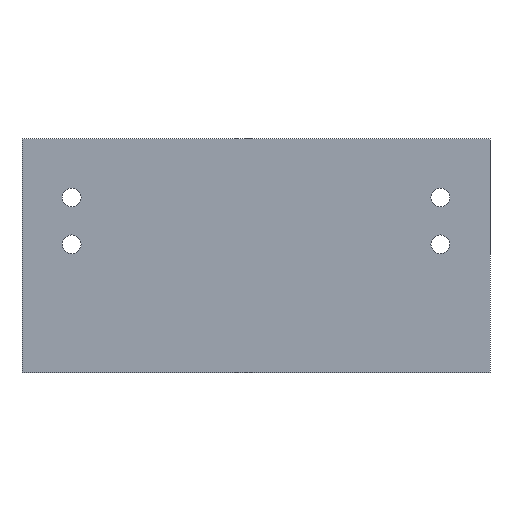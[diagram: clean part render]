
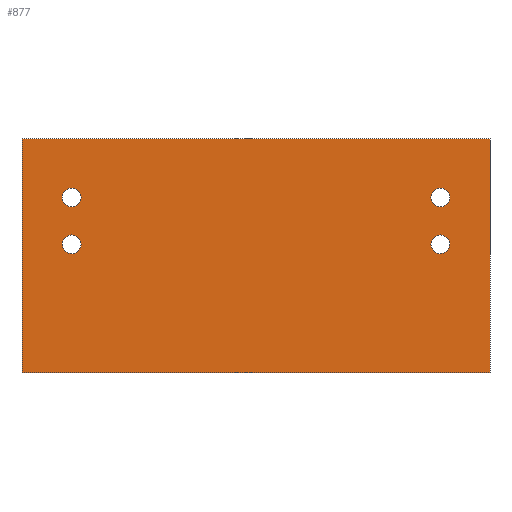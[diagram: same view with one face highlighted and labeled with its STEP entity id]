
A CAD part, front view. The second image highlights one B-rep face of the part: STEP entity #877.
In plain terms, the highlighted planar face has unit normal (0, -1, 0).
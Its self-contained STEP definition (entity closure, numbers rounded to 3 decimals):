
#32 = PLANE('',#33);
#33 = AXIS2_PLACEMENT_3D('',#34,#35,#36);
#34 = CARTESIAN_POINT('',(-40.,-25.,0.));
#35 = DIRECTION('',(1.,0.,0.));
#36 = DIRECTION('',(0.,0.,1.));
#141 = VERTEX_POINT('',#142);
#142 = CARTESIAN_POINT('',(-40.,-25.,20.));
#156 = PLANE('',#157);
#157 = AXIS2_PLACEMENT_3D('',#158,#159,#160);
#158 = CARTESIAN_POINT('',(-40.,-25.,20.));
#159 = DIRECTION('',(0.,0.,-1.));
#160 = DIRECTION('',(0.,1.,0.));
#168 = EDGE_CURVE('',#169,#141,#171,.T.);
#169 = VERTEX_POINT('',#170);
#170 = CARTESIAN_POINT('',(-40.,-25.,-20.));
#171 = SURFACE_CURVE('',#172,(#176,#183),.PCURVE_S1.);
#172 = LINE('',#173,#174);
#173 = CARTESIAN_POINT('',(-40.,-25.,-20.));
#174 = VECTOR('',#175,1.);
#175 = DIRECTION('',(0.,0.,1.));
#176 = PCURVE('',#32,#177);
#177 = DEFINITIONAL_REPRESENTATION('',(#178),#182);
#178 = LINE('',#179,#180);
#179 = CARTESIAN_POINT('',(-20.,0.));
#180 = VECTOR('',#181,1.);
#181 = DIRECTION('',(1.,0.));
#182 = ( GEOMETRIC_REPRESENTATION_CONTEXT(2) 
PARAMETRIC_REPRESENTATION_CONTEXT() REPRESENTATION_CONTEXT('2D SPACE',''
  ) );
#183 = PCURVE('',#184,#189);
#184 = PLANE('',#185);
#185 = AXIS2_PLACEMENT_3D('',#186,#187,#188);
#186 = CARTESIAN_POINT('',(-40.,-25.,0.));
#187 = DIRECTION('',(0.,1.,0.));
#188 = DIRECTION('',(0.,0.,1.));
#189 = DEFINITIONAL_REPRESENTATION('',(#190),#194);
#190 = LINE('',#191,#192);
#191 = CARTESIAN_POINT('',(-20.,0.));
#192 = VECTOR('',#193,1.);
#193 = DIRECTION('',(1.,0.));
#194 = ( GEOMETRIC_REPRESENTATION_CONTEXT(2) 
PARAMETRIC_REPRESENTATION_CONTEXT() REPRESENTATION_CONTEXT('2D SPACE',''
  ) );
#212 = PLANE('',#213);
#213 = AXIS2_PLACEMENT_3D('',#214,#215,#216);
#214 = CARTESIAN_POINT('',(-40.,-25.,-20.));
#215 = DIRECTION('',(0.,0.,-1.));
#216 = DIRECTION('',(0.,1.,0.));
#291 = PLANE('',#292);
#292 = AXIS2_PLACEMENT_3D('',#293,#294,#295);
#293 = CARTESIAN_POINT('',(40.,-25.,0.));
#294 = DIRECTION('',(1.,0.,0.));
#295 = DIRECTION('',(0.,0.,1.));
#564 = CYLINDRICAL_SURFACE('',#565,1.6);
#565 = AXIS2_PLACEMENT_3D('',#566,#567,#568);
#566 = CARTESIAN_POINT('',(-31.5,55.,2.));
#567 = DIRECTION('',(0.,1.,0.));
#568 = DIRECTION('',(1.,0.,0.));
#600 = EDGE_CURVE('',#169,#601,#603,.T.);
#601 = VERTEX_POINT('',#602);
#602 = CARTESIAN_POINT('',(40.,-25.,-20.));
#603 = SURFACE_CURVE('',#604,(#608,#615),.PCURVE_S1.);
#604 = LINE('',#605,#606);
#605 = CARTESIAN_POINT('',(-40.,-25.,-20.));
#606 = VECTOR('',#607,1.);
#607 = DIRECTION('',(1.,0.,0.));
#608 = PCURVE('',#212,#609);
#609 = DEFINITIONAL_REPRESENTATION('',(#610),#614);
#610 = LINE('',#611,#612);
#611 = CARTESIAN_POINT('',(0.,0.));
#612 = VECTOR('',#613,1.);
#613 = DIRECTION('',(0.,1.));
#614 = ( GEOMETRIC_REPRESENTATION_CONTEXT(2) 
PARAMETRIC_REPRESENTATION_CONTEXT() REPRESENTATION_CONTEXT('2D SPACE',''
  ) );
#615 = PCURVE('',#184,#616);
#616 = DEFINITIONAL_REPRESENTATION('',(#617),#621);
#617 = LINE('',#618,#619);
#618 = CARTESIAN_POINT('',(-20.,0.));
#619 = VECTOR('',#620,1.);
#620 = DIRECTION('',(0.,1.));
#621 = ( GEOMETRIC_REPRESENTATION_CONTEXT(2) 
PARAMETRIC_REPRESENTATION_CONTEXT() REPRESENTATION_CONTEXT('2D SPACE',''
  ) );
#743 = CYLINDRICAL_SURFACE('',#744,1.6);
#744 = AXIS2_PLACEMENT_3D('',#745,#746,#747);
#745 = CARTESIAN_POINT('',(31.5,55.,2.));
#746 = DIRECTION('',(0.,1.,0.));
#747 = DIRECTION('',(1.,0.,0.));
#831 = CYLINDRICAL_SURFACE('',#832,1.6);
#832 = AXIS2_PLACEMENT_3D('',#833,#834,#835);
#833 = CARTESIAN_POINT('',(-31.5,55.,10.));
#834 = DIRECTION('',(0.,1.,0.));
#835 = DIRECTION('',(1.,0.,0.));
#866 = CYLINDRICAL_SURFACE('',#867,1.6);
#867 = AXIS2_PLACEMENT_3D('',#868,#869,#870);
#868 = CARTESIAN_POINT('',(31.5,55.,10.));
#869 = DIRECTION('',(0.,1.,0.));
#870 = DIRECTION('',(1.,0.,0.));
#877 = ADVANCED_FACE('',(#878,#926,#952,#978,#1004),#184,.F.);
#878 = FACE_BOUND('',#879,.F.);
#879 = EDGE_LOOP('',(#880,#903,#904,#905));
#880 = ORIENTED_EDGE('',*,*,#881,.F.);
#881 = EDGE_CURVE('',#601,#882,#884,.T.);
#882 = VERTEX_POINT('',#883);
#883 = CARTESIAN_POINT('',(40.,-25.,20.));
#884 = SURFACE_CURVE('',#885,(#889,#896),.PCURVE_S1.);
#885 = LINE('',#886,#887);
#886 = CARTESIAN_POINT('',(40.,-25.,-20.));
#887 = VECTOR('',#888,1.);
#888 = DIRECTION('',(0.,0.,1.));
#889 = PCURVE('',#184,#890);
#890 = DEFINITIONAL_REPRESENTATION('',(#891),#895);
#891 = LINE('',#892,#893);
#892 = CARTESIAN_POINT('',(-20.,80.));
#893 = VECTOR('',#894,1.);
#894 = DIRECTION('',(1.,0.));
#895 = ( GEOMETRIC_REPRESENTATION_CONTEXT(2) 
PARAMETRIC_REPRESENTATION_CONTEXT() REPRESENTATION_CONTEXT('2D SPACE',''
  ) );
#896 = PCURVE('',#291,#897);
#897 = DEFINITIONAL_REPRESENTATION('',(#898),#902);
#898 = LINE('',#899,#900);
#899 = CARTESIAN_POINT('',(-20.,0.));
#900 = VECTOR('',#901,1.);
#901 = DIRECTION('',(1.,0.));
#902 = ( GEOMETRIC_REPRESENTATION_CONTEXT(2) 
PARAMETRIC_REPRESENTATION_CONTEXT() REPRESENTATION_CONTEXT('2D SPACE',''
  ) );
#903 = ORIENTED_EDGE('',*,*,#600,.F.);
#904 = ORIENTED_EDGE('',*,*,#168,.T.);
#905 = ORIENTED_EDGE('',*,*,#906,.T.);
#906 = EDGE_CURVE('',#141,#882,#907,.T.);
#907 = SURFACE_CURVE('',#908,(#912,#919),.PCURVE_S1.);
#908 = LINE('',#909,#910);
#909 = CARTESIAN_POINT('',(-40.,-25.,20.));
#910 = VECTOR('',#911,1.);
#911 = DIRECTION('',(1.,0.,0.));
#912 = PCURVE('',#184,#913);
#913 = DEFINITIONAL_REPRESENTATION('',(#914),#918);
#914 = LINE('',#915,#916);
#915 = CARTESIAN_POINT('',(20.,0.));
#916 = VECTOR('',#917,1.);
#917 = DIRECTION('',(0.,1.));
#918 = ( GEOMETRIC_REPRESENTATION_CONTEXT(2) 
PARAMETRIC_REPRESENTATION_CONTEXT() REPRESENTATION_CONTEXT('2D SPACE',''
  ) );
#919 = PCURVE('',#156,#920);
#920 = DEFINITIONAL_REPRESENTATION('',(#921),#925);
#921 = LINE('',#922,#923);
#922 = CARTESIAN_POINT('',(0.,0.));
#923 = VECTOR('',#924,1.);
#924 = DIRECTION('',(0.,1.));
#925 = ( GEOMETRIC_REPRESENTATION_CONTEXT(2) 
PARAMETRIC_REPRESENTATION_CONTEXT() REPRESENTATION_CONTEXT('2D SPACE',''
  ) );
#926 = FACE_BOUND('',#927,.F.);
#927 = EDGE_LOOP('',(#928));
#928 = ORIENTED_EDGE('',*,*,#929,.F.);
#929 = EDGE_CURVE('',#930,#930,#932,.T.);
#930 = VERTEX_POINT('',#931);
#931 = CARTESIAN_POINT('',(-29.9,-25.,2.));
#932 = SURFACE_CURVE('',#933,(#938,#945),.PCURVE_S1.);
#933 = CIRCLE('',#934,1.6);
#934 = AXIS2_PLACEMENT_3D('',#935,#936,#937);
#935 = CARTESIAN_POINT('',(-31.5,-25.,2.));
#936 = DIRECTION('',(-0.,1.,0.));
#937 = DIRECTION('',(1.,0.,0.));
#938 = PCURVE('',#184,#939);
#939 = DEFINITIONAL_REPRESENTATION('',(#940),#944);
#940 = CIRCLE('',#941,1.6);
#941 = AXIS2_PLACEMENT_2D('',#942,#943);
#942 = CARTESIAN_POINT('',(2.,8.5));
#943 = DIRECTION('',(0.,1.));
#944 = ( GEOMETRIC_REPRESENTATION_CONTEXT(2) 
PARAMETRIC_REPRESENTATION_CONTEXT() REPRESENTATION_CONTEXT('2D SPACE',''
  ) );
#945 = PCURVE('',#564,#946);
#946 = DEFINITIONAL_REPRESENTATION('',(#947),#951);
#947 = LINE('',#948,#949);
#948 = CARTESIAN_POINT('',(-6.283,-80.));
#949 = VECTOR('',#950,1.);
#950 = DIRECTION('',(1.,-0.));
#951 = ( GEOMETRIC_REPRESENTATION_CONTEXT(2) 
PARAMETRIC_REPRESENTATION_CONTEXT() REPRESENTATION_CONTEXT('2D SPACE',''
  ) );
#952 = FACE_BOUND('',#953,.F.);
#953 = EDGE_LOOP('',(#954));
#954 = ORIENTED_EDGE('',*,*,#955,.F.);
#955 = EDGE_CURVE('',#956,#956,#958,.T.);
#956 = VERTEX_POINT('',#957);
#957 = CARTESIAN_POINT('',(-29.9,-25.,10.));
#958 = SURFACE_CURVE('',#959,(#964,#971),.PCURVE_S1.);
#959 = CIRCLE('',#960,1.6);
#960 = AXIS2_PLACEMENT_3D('',#961,#962,#963);
#961 = CARTESIAN_POINT('',(-31.5,-25.,10.));
#962 = DIRECTION('',(-0.,1.,0.));
#963 = DIRECTION('',(1.,0.,0.));
#964 = PCURVE('',#184,#965);
#965 = DEFINITIONAL_REPRESENTATION('',(#966),#970);
#966 = CIRCLE('',#967,1.6);
#967 = AXIS2_PLACEMENT_2D('',#968,#969);
#968 = CARTESIAN_POINT('',(10.,8.5));
#969 = DIRECTION('',(0.,1.));
#970 = ( GEOMETRIC_REPRESENTATION_CONTEXT(2) 
PARAMETRIC_REPRESENTATION_CONTEXT() REPRESENTATION_CONTEXT('2D SPACE',''
  ) );
#971 = PCURVE('',#831,#972);
#972 = DEFINITIONAL_REPRESENTATION('',(#973),#977);
#973 = LINE('',#974,#975);
#974 = CARTESIAN_POINT('',(-6.283,-80.));
#975 = VECTOR('',#976,1.);
#976 = DIRECTION('',(1.,-0.));
#977 = ( GEOMETRIC_REPRESENTATION_CONTEXT(2) 
PARAMETRIC_REPRESENTATION_CONTEXT() REPRESENTATION_CONTEXT('2D SPACE',''
  ) );
#978 = FACE_BOUND('',#979,.F.);
#979 = EDGE_LOOP('',(#980));
#980 = ORIENTED_EDGE('',*,*,#981,.F.);
#981 = EDGE_CURVE('',#982,#982,#984,.T.);
#982 = VERTEX_POINT('',#983);
#983 = CARTESIAN_POINT('',(33.1,-25.,2.));
#984 = SURFACE_CURVE('',#985,(#990,#997),.PCURVE_S1.);
#985 = CIRCLE('',#986,1.6);
#986 = AXIS2_PLACEMENT_3D('',#987,#988,#989);
#987 = CARTESIAN_POINT('',(31.5,-25.,2.));
#988 = DIRECTION('',(-0.,1.,0.));
#989 = DIRECTION('',(1.,0.,0.));
#990 = PCURVE('',#184,#991);
#991 = DEFINITIONAL_REPRESENTATION('',(#992),#996);
#992 = CIRCLE('',#993,1.6);
#993 = AXIS2_PLACEMENT_2D('',#994,#995);
#994 = CARTESIAN_POINT('',(2.,71.5));
#995 = DIRECTION('',(0.,1.));
#996 = ( GEOMETRIC_REPRESENTATION_CONTEXT(2) 
PARAMETRIC_REPRESENTATION_CONTEXT() REPRESENTATION_CONTEXT('2D SPACE',''
  ) );
#997 = PCURVE('',#743,#998);
#998 = DEFINITIONAL_REPRESENTATION('',(#999),#1003);
#999 = LINE('',#1000,#1001);
#1000 = CARTESIAN_POINT('',(-6.283,-80.));
#1001 = VECTOR('',#1002,1.);
#1002 = DIRECTION('',(1.,-0.));
#1003 = ( GEOMETRIC_REPRESENTATION_CONTEXT(2) 
PARAMETRIC_REPRESENTATION_CONTEXT() REPRESENTATION_CONTEXT('2D SPACE',''
  ) );
#1004 = FACE_BOUND('',#1005,.F.);
#1005 = EDGE_LOOP('',(#1006));
#1006 = ORIENTED_EDGE('',*,*,#1007,.F.);
#1007 = EDGE_CURVE('',#1008,#1008,#1010,.T.);
#1008 = VERTEX_POINT('',#1009);
#1009 = CARTESIAN_POINT('',(33.1,-25.,10.));
#1010 = SURFACE_CURVE('',#1011,(#1016,#1023),.PCURVE_S1.);
#1011 = CIRCLE('',#1012,1.6);
#1012 = AXIS2_PLACEMENT_3D('',#1013,#1014,#1015);
#1013 = CARTESIAN_POINT('',(31.5,-25.,10.));
#1014 = DIRECTION('',(-0.,1.,0.));
#1015 = DIRECTION('',(1.,0.,0.));
#1016 = PCURVE('',#184,#1017);
#1017 = DEFINITIONAL_REPRESENTATION('',(#1018),#1022);
#1018 = CIRCLE('',#1019,1.6);
#1019 = AXIS2_PLACEMENT_2D('',#1020,#1021);
#1020 = CARTESIAN_POINT('',(10.,71.5));
#1021 = DIRECTION('',(0.,1.));
#1022 = ( GEOMETRIC_REPRESENTATION_CONTEXT(2) 
PARAMETRIC_REPRESENTATION_CONTEXT() REPRESENTATION_CONTEXT('2D SPACE',''
  ) );
#1023 = PCURVE('',#866,#1024);
#1024 = DEFINITIONAL_REPRESENTATION('',(#1025),#1029);
#1025 = LINE('',#1026,#1027);
#1026 = CARTESIAN_POINT('',(-6.283,-80.));
#1027 = VECTOR('',#1028,1.);
#1028 = DIRECTION('',(1.,-0.));
#1029 = ( GEOMETRIC_REPRESENTATION_CONTEXT(2) 
PARAMETRIC_REPRESENTATION_CONTEXT() REPRESENTATION_CONTEXT('2D SPACE',''
  ) );
